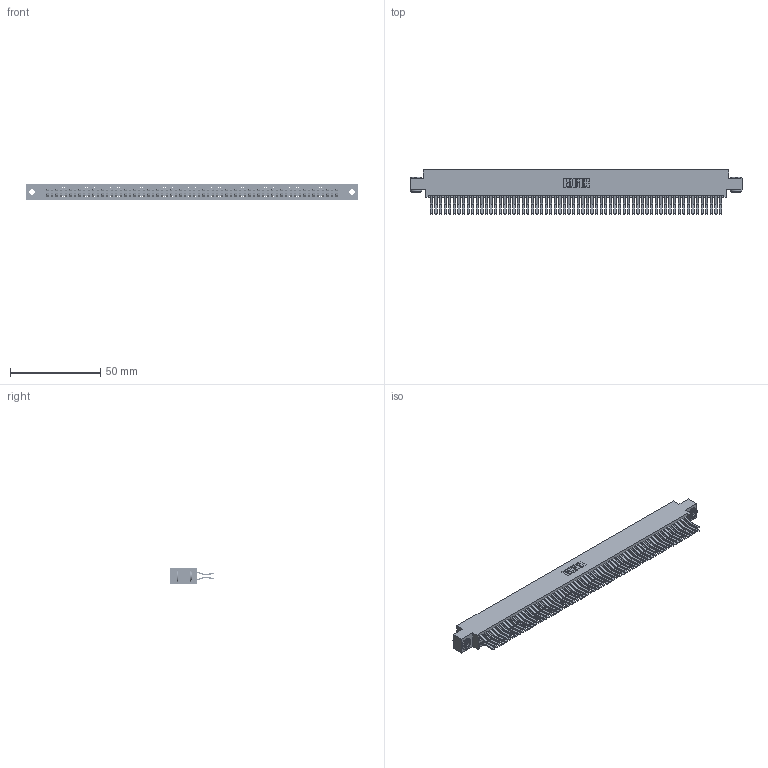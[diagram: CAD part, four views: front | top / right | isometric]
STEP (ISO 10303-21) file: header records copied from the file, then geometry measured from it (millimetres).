
FILE_DESCRIPTION (( 'STEP AP203' ), '1' );
FILE_NAME ('395-128-560-803.STEP', '2018-12-04T14:39:26', ( '' ), ( '' ), 'SwSTEP 2.0', 'SolidWorks 2016', '' );
FILE_SCHEMA (( 'CONFIG_CONTROL_DESIGN' ));
Length unit declared in the file: inch
Products named in the file (4): 345 Part_0.170 Offset - 0.156 Dia-TH; 345-250-002_345-250-002-102; 395-128-560-803; 345-292-001_560 Tail
Assembly tree (131 placements, depth 2):
  395-128-560-803
    345 Part_0.170 Offset - 0.156 Dia-TH
    345-292-001_560 Tail  x128
    345-250-002_345-250-002-102  x2
Bounding box: 183.77 x 24.45 x 9.4 mm (x, y, z)
Volume: 18800.7 mm3; surface area: 30722.9 mm2
Topology: 131 solids, 131 shells, 6824 faces, 20269 edges, 13338 vertices
Faces by surface type: plane 4318, cylinder 2498, cone 8
Entity records: 48124 total; most frequent: CARTESIAN_POINT 8023, ORIENTED_EDGE 7950, DIRECTION 7081, EDGE_CURVE 3975, LINE 3559, VECTOR 3559, VERTEX_POINT 2646, AXIS2_PLACEMENT_3D 1761
